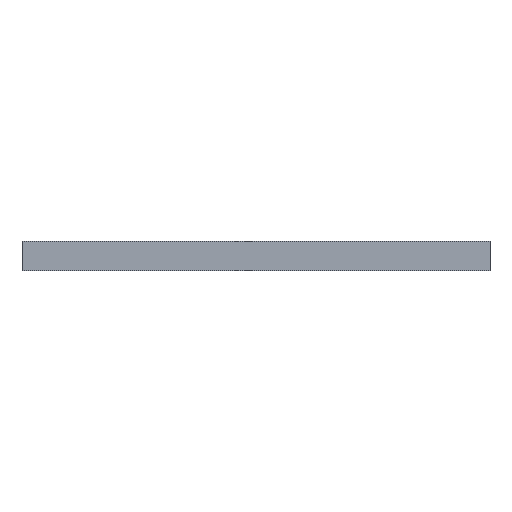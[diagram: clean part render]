
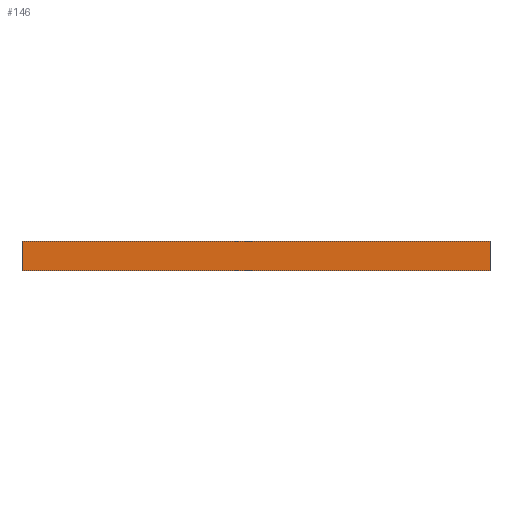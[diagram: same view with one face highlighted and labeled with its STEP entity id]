
A CAD part, front view. The second image highlights one B-rep face of the part: STEP entity #146.
In plain terms, the highlighted planar face has unit normal (0, -1, 0).
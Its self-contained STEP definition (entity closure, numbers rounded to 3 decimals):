
#20=FACE_OUTER_BOUND('',#28,.T.);
#28=EDGE_LOOP('',(#119,#120,#121,#122));
#36=LINE('',#226,#54);
#45=LINE('',#244,#63);
#46=LINE('',#247,#64);
#47=LINE('',#248,#65);
#54=VECTOR('',#186,10.);
#63=VECTOR('',#203,10.);
#64=VECTOR('',#206,10.);
#65=VECTOR('',#207,10.);
#67=VERTEX_POINT('',#215);
#72=VERTEX_POINT('',#224);
#77=VERTEX_POINT('',#242);
#78=VERTEX_POINT('',#246);
#84=EDGE_CURVE('',#72,#67,#36,.T.);
#93=EDGE_CURVE('',#77,#72,#45,.T.);
#94=EDGE_CURVE('',#78,#77,#46,.T.);
#95=EDGE_CURVE('',#67,#78,#47,.T.);
#119=ORIENTED_EDGE('',*,*,#93,.F.);
#120=ORIENTED_EDGE('',*,*,#94,.F.);
#121=ORIENTED_EDGE('',*,*,#95,.F.);
#122=ORIENTED_EDGE('',*,*,#84,.F.);
#138=PLANE('',#174);
#146=ADVANCED_FACE('',(#20),#138,.T.);
#174=AXIS2_PLACEMENT_3D('',#245,#204,#205);
#186=DIRECTION('',(-1.,0.,0.));
#203=DIRECTION('',(0.,0.,-1.));
#204=DIRECTION('center_axis',(0.,-1.,0.));
#205=DIRECTION('ref_axis',(1.,0.,0.));
#206=DIRECTION('',(1.,0.,0.));
#207=DIRECTION('',(0.,0.,1.));
#215=CARTESIAN_POINT('',(0.,0.,-0.5));
#224=CARTESIAN_POINT('',(16.,0.,-0.5));
#226=CARTESIAN_POINT('',(16.,0.,-0.5));
#242=CARTESIAN_POINT('',(16.,0.,0.5));
#244=CARTESIAN_POINT('',(16.,0.,0.));
#245=CARTESIAN_POINT('Origin',(0.,0.,0.));
#246=CARTESIAN_POINT('',(0.,0.,0.5));
#247=CARTESIAN_POINT('',(16.,0.,0.5));
#248=CARTESIAN_POINT('',(0.,0.,0.));
